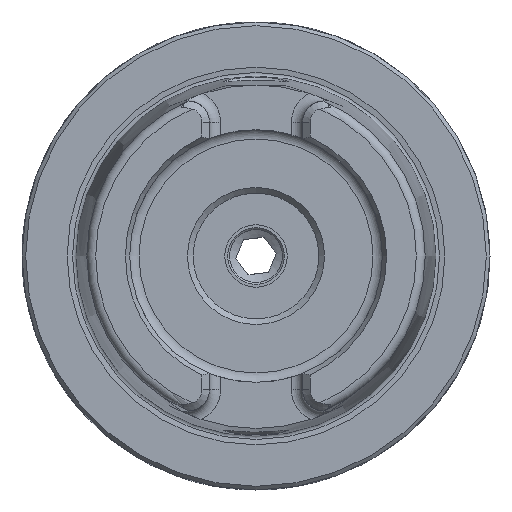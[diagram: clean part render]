
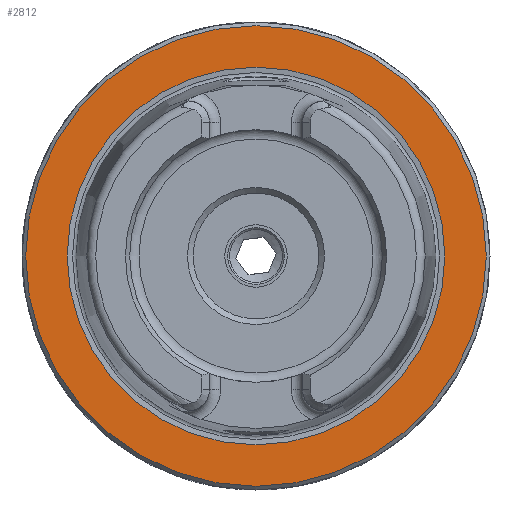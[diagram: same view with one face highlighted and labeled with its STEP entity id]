
A CAD part, left-side view. The second image highlights one B-rep face of the part: STEP entity #2812.
In plain terms, the highlighted planar face has unit normal (-1, 0, 0).
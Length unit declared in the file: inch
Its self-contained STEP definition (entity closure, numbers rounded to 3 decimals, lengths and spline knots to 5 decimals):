
#2778=CARTESIAN_POINT('',(0.0,1.22047,0.));
#2779=VERTEX_POINT('',#2778);
#2780=CARTESIAN_POINT('',(0.0,0.0,0.0));
#2781=DIRECTION('',(1.0,0.0,0.0));
#2782=DIRECTION('',(0.0,-1.0,0.0));
#2783=AXIS2_PLACEMENT_3D('',#2780,#2781,#2782);
#2784=CIRCLE('',#2783,1.22047);
#2785=EDGE_CURVE('',#2779,#2779,#2784,.T.);
#2793=CARTESIAN_POINT('',(0.0,0.62008,0.0));
#2794=DIRECTION('',(-1.0,0.0,0.0));
#2795=DIRECTION('',(0.0,0.0,1.0));
#2796=AXIS2_PLACEMENT_3D('',#2793,#2794,#2795);
#2797=PLANE('',#2796);
#2798=ORIENTED_EDGE('',*,*,#2785,.F.);
#2799=EDGE_LOOP('',(#2798));
#2800=FACE_OUTER_BOUND('',#2799,.T.);
#2801=CARTESIAN_POINT('',(0.0,1.0008,0.0));
#2802=VERTEX_POINT('',#2801);
#2803=CARTESIAN_POINT('',(0.0,0.0,0.0));
#2804=DIRECTION('',(1.0,0.0,0.0));
#2805=DIRECTION('',(0.0,1.0,0.0));
#2806=AXIS2_PLACEMENT_3D('',#2803,#2804,#2805);
#2807=CIRCLE('',#2806,1.0008);
#2808=EDGE_CURVE('',#2802,#2802,#2807,.T.);
#2809=ORIENTED_EDGE('',*,*,#2808,.T.);
#2810=EDGE_LOOP('',(#2809));
#2811=FACE_BOUND('',#2810,.T.);
#2812=ADVANCED_FACE('',(#2800,#2811),#2797,.T.);
